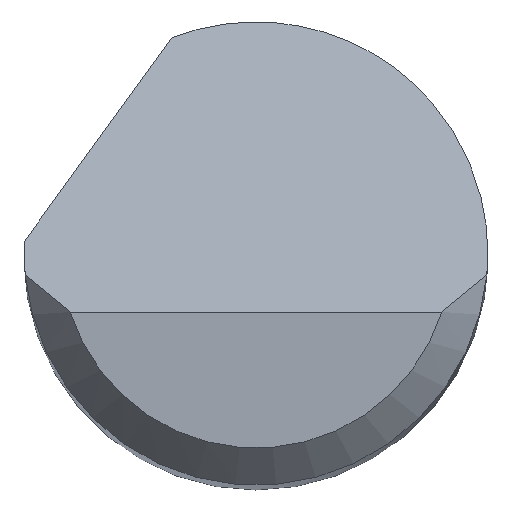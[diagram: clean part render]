
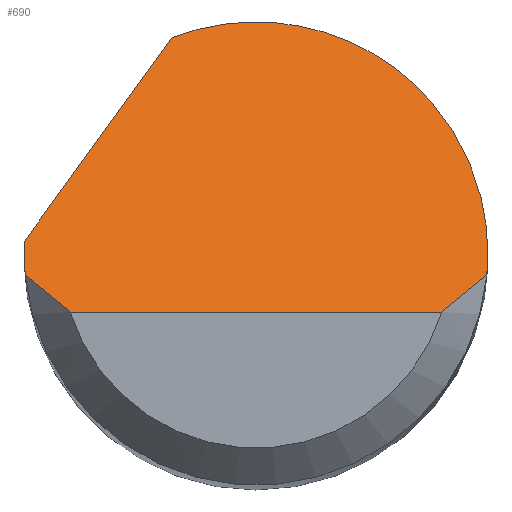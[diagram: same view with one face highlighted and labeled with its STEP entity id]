
A CAD part, top view. The second image highlights one B-rep face of the part: STEP entity #690.
In plain terms, the highlighted planar face has unit normal (0, 0.707, 0.707).
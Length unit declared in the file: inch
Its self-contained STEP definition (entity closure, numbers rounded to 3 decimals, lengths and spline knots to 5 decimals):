
#1 = CARTESIAN_POINT ( 'NONE',  ( 0.07508, -0.02375, 1.5 ) ) ;
#6 = CARTESIAN_POINT ( 'NONE',  ( -0.03394, 0.08739, 1.38886 ) ) ;
#21 = EDGE_CURVE ( 'NONE', #776, #658, #434, .T. ) ;
#27 = CARTESIAN_POINT ( 'NONE',  ( -0.11014, -0.01781, 1.49406 ) ) ;
#49 = CARTESIAN_POINT ( 'NONE',  ( 0.09375, 0., 1.47625 ) ) ;
#51 = CARTESIAN_POINT ( 'NONE',  ( 0.09375, -0.00292, 1.47917 ) ) ;
#58 = EDGE_CURVE ( 'NONE', #72, #658, #361, .T. ) ;
#62 = DIRECTION ( 'NONE',  ( 0., -0.707, -0.707 ) ) ;
#65 = ORIENTED_EDGE ( 'NONE', *, *, #590, .T. ) ;
#72 = VERTEX_POINT ( 'NONE', #1 ) ;
#87 = EDGE_CURVE ( 'NONE', #208, #72, #754, .T. ) ;
#88 = DIRECTION ( 'NONE',  ( 0.456, 0.629, -0.629 ) ) ;
#91 = AXIS2_PLACEMENT_3D ( 'NONE', #704, #62, #451 ) ;
#95 = CARTESIAN_POINT ( 'NONE',  ( -0.07508, -0.02375, 1.5 ) ) ;
#97 = VERTEX_POINT ( 'NONE', #6 ) ;
#98 = EDGE_CURVE ( 'NONE', #479, #348, #397, .T. ) ;
#103 = CARTESIAN_POINT ( 'NONE',  ( 0.09334, -0.00875, 1.485 ) ) ;
#117 = CARTESIAN_POINT ( 'NONE',  ( 0.09334, -0.00875, 1.485 ) ) ;
#125 = CARTESIAN_POINT ( 'NONE',  ( -0.07508, -0.02375, 1.5 ) ) ;
#140 = CARTESIAN_POINT ( 'NONE',  ( 0.09375, 0.07266, 1.40359 ) ) ;
#171 = CARTESIAN_POINT ( 'NONE',  ( 0.08157, -0.019, 1.49525 ) ) ;
#174 = CARTESIAN_POINT ( 'NONE',  ( 0.09334, -0.00875, 1.485 ) ) ;
#202 = ORIENTED_EDGE ( 'NONE', *, *, #259, .F. ) ;
#208 = VERTEX_POINT ( 'NONE', #125 ) ;
#240 = PLANE ( 'NONE',  #91 ) ;
#257 = DIRECTION ( 'NONE',  ( 1., 0., 0. ) ) ;
#259 = EDGE_CURVE ( 'NONE', #348, #460, #525, .T. ) ;
#262 = VECTOR ( 'NONE', #88, 39.37008 ) ;
#270 = CARTESIAN_POINT ( 'NONE',  ( 0.09375, 0., 1.47625 ) ) ;
#272 = CARTESIAN_POINT ( 'NONE',  ( -0.09375, 0., 1.47625 ) ) ;
#283 = CARTESIAN_POINT ( 'NONE',  ( -0.03394, 0.08739, 1.38886 ) ) ;
#284 = CARTESIAN_POINT ( 'NONE',  ( -0.09362, 0.005, 1.47125 ) ) ;
#292 = VECTOR ( 'NONE', #257, 39.37008 ) ;
#313 = EDGE_CURVE ( 'NONE', #460, #97, #407, .T. ) ;
#329 = CARTESIAN_POINT ( 'NONE',  ( -0.09334, -0.00875, 1.485 ) ) ;
#348 = VERTEX_POINT ( 'NONE', #701 ) ;
#361 = B_SPLINE_CURVE_WITH_KNOTS ( 'NONE', 3,
 ( #496, #171, #822, #174 ),
 .UNSPECIFIED., .F., .F.,
 ( 4, 4 ),
 ( 0., 0.00071 ),
 .UNSPECIFIED. ) ;
#388 = ORIENTED_EDGE ( 'NONE', *, *, #87, .T. ) ;
#397 =( BOUNDED_CURVE ( )  B_SPLINE_CURVE ( 3, ( #329, #594, #470, #272 ),
 .UNSPECIFIED., .F., .F. ) 
 B_SPLINE_CURVE_WITH_KNOTS ( ( 4, 4 ),
 ( 4.61892, 4.71239 ),
 .UNSPECIFIED. ) 
 CURVE ( )  GEOMETRIC_REPRESENTATION_ITEM ( )  RATIONAL_B_SPLINE_CURVE ( ( 1., 0.999, 0.999, 1. ) ) 
 REPRESENTATION_ITEM ( '' )  );
#407 = LINE ( 'NONE', #27, #262 ) ;
#430 = CARTESIAN_POINT ( 'NONE',  ( -0.08761, -0.01397, 1.49022 ) ) ;
#434 =( BOUNDED_CURVE ( )  B_SPLINE_CURVE ( 3, ( #633, #51, #565, #117 ),
 .UNSPECIFIED., .F., .F. ) 
 B_SPLINE_CURVE_WITH_KNOTS ( ( 4, 4 ),
 ( 1.5708, 1.66427 ),
 .UNSPECIFIED. ) 
 CURVE ( )  GEOMETRIC_REPRESENTATION_ITEM ( )  RATIONAL_B_SPLINE_CURVE ( ( 1., 0.999, 0.999, 1. ) ) 
 REPRESENTATION_ITEM ( '' )  );
#447 = EDGE_CURVE ( 'NONE', #97, #776, #830, .T. ) ;
#451 = DIRECTION ( 'NONE',  ( 0., 0.707, -0.707 ) ) ;
#454 = CARTESIAN_POINT ( 'NONE',  ( 0., -0.02375, 1.5 ) ) ;
#460 = VERTEX_POINT ( 'NONE', #797 ) ;
#470 = CARTESIAN_POINT ( 'NONE',  ( -0.09375, -0.00292, 1.47917 ) ) ;
#475 = CARTESIAN_POINT ( 'NONE',  ( -0.09334, -0.00875, 1.485 ) ) ;
#479 = VERTEX_POINT ( 'NONE', #475 ) ;
#481 = CARTESIAN_POINT ( 'NONE',  ( -0.09334, -0.00875, 1.485 ) ) ;
#496 = CARTESIAN_POINT ( 'NONE',  ( 0.07508, -0.02375, 1.5 ) ) ;
#525 =( BOUNDED_CURVE ( )  B_SPLINE_CURVE ( 3, ( #620, #616, #747, #284 ),
 .UNSPECIFIED., .F., .F. ) 
 B_SPLINE_CURVE_WITH_KNOTS ( ( 4, 4 ),
 ( 4.71239, 4.76575 ),
 .UNSPECIFIED. ) 
 CURVE ( )  GEOMETRIC_REPRESENTATION_ITEM ( )  RATIONAL_B_SPLINE_CURVE ( ( 1., 1., 1., 1. ) ) 
 REPRESENTATION_ITEM ( '' )  );
#526 = ORIENTED_EDGE ( 'NONE', *, *, #21, .F. ) ;
#565 = CARTESIAN_POINT ( 'NONE',  ( 0.09361, -0.00584, 1.48209 ) ) ;
#590 = EDGE_CURVE ( 'NONE', #479, #208, #637, .T. ) ;
#594 = CARTESIAN_POINT ( 'NONE',  ( -0.09361, -0.00584, 1.48209 ) ) ;
#597 = CARTESIAN_POINT ( 'NONE',  ( 0.03379, 0.11369, 1.36256 ) ) ;
#616 = CARTESIAN_POINT ( 'NONE',  ( -0.09375, 0.00167, 1.47458 ) ) ;
#620 = CARTESIAN_POINT ( 'NONE',  ( -0.09375, 0., 1.47625 ) ) ;
#624 = ORIENTED_EDGE ( 'NONE', *, *, #98, .F. ) ;
#633 = CARTESIAN_POINT ( 'NONE',  ( 0.09375, 0., 1.47625 ) ) ;
#637 = B_SPLINE_CURVE_WITH_KNOTS ( 'NONE', 3,
 ( #481, #430, #741, #95 ),
 .UNSPECIFIED., .F., .F.,
 ( 4, 4 ),
 ( 0., 0.00071 ),
 .UNSPECIFIED. ) ;
#658 = VERTEX_POINT ( 'NONE', #103 ) ;
#672 = ORIENTED_EDGE ( 'NONE', *, *, #447, .F. ) ;
#688 = EDGE_LOOP ( 'NONE', ( #388, #720, #526, #672, #794, #202, #624, #65 ) ) ;
#690 = ADVANCED_FACE ( 'NONE', ( #816 ), #240, .F. ) ;
#701 = CARTESIAN_POINT ( 'NONE',  ( -0.09375, 0., 1.47625 ) ) ;
#704 = CARTESIAN_POINT ( 'NONE',  ( -0.09375, -0.02375, 1.5 ) ) ;
#720 = ORIENTED_EDGE ( 'NONE', *, *, #58, .T. ) ;
#741 = CARTESIAN_POINT ( 'NONE',  ( -0.08157, -0.019, 1.49525 ) ) ;
#747 = CARTESIAN_POINT ( 'NONE',  ( -0.09371, 0.00333, 1.47292 ) ) ;
#754 = LINE ( 'NONE', #454, #292 ) ;
#776 = VERTEX_POINT ( 'NONE', #49 ) ;
#794 = ORIENTED_EDGE ( 'NONE', *, *, #313, .F. ) ;
#797 = CARTESIAN_POINT ( 'NONE',  ( -0.09362, 0.005, 1.47125 ) ) ;
#816 = FACE_OUTER_BOUND ( 'NONE', #688, .T. ) ;
#822 = CARTESIAN_POINT ( 'NONE',  ( 0.08761, -0.01397, 1.49022 ) ) ;
#830 =( BOUNDED_CURVE ( )  B_SPLINE_CURVE ( 3, ( #283, #597, #140, #270 ),
 .UNSPECIFIED., .F., .F. ) 
 B_SPLINE_CURVE_WITH_KNOTS ( ( 4, 4 ),
 ( 5.91277, 7.85398 ),
 .UNSPECIFIED. ) 
 CURVE ( )  GEOMETRIC_REPRESENTATION_ITEM ( )  RATIONAL_B_SPLINE_CURVE ( ( 1., 0.71, 0.71, 1. ) ) 
 REPRESENTATION_ITEM ( '' )  );
